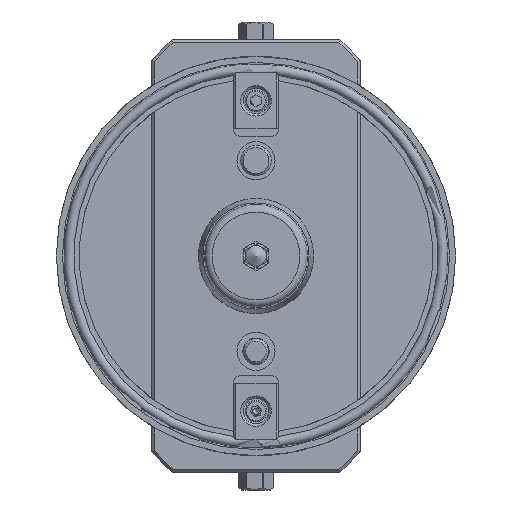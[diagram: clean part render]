
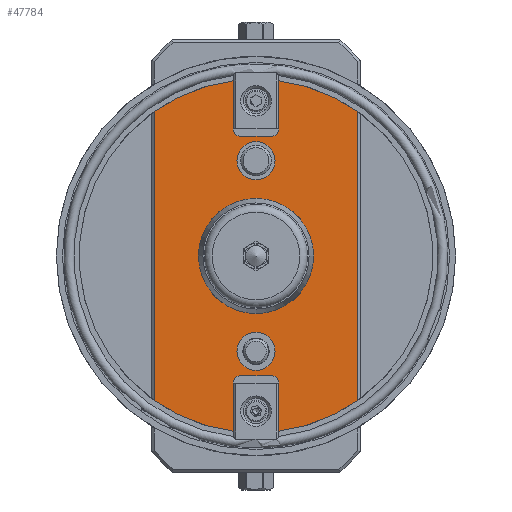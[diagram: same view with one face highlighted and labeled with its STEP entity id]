
A CAD part, front view. The second image highlights one B-rep face of the part: STEP entity #47784.
In plain terms, the highlighted planar face has unit normal (0, -1, 0).
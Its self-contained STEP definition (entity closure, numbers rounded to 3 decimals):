
#1275=FACE_BOUND('',#15976,.T.);
#1276=FACE_BOUND('',#15977,.T.);
#1277=FACE_BOUND('',#15978,.T.);
#2228=PLANE('',#50901);
#2993=LINE('',#63945,#7383);
#3002=LINE('',#63977,#7392);
#3045=LINE('',#64169,#7435);
#3054=LINE('',#64201,#7444);
#5484=LINE('',#75942,#9874);
#5545=LINE('',#76089,#9935);
#5553=LINE('',#76149,#9943);
#5566=LINE('',#76187,#9956);
#7383=VECTOR('',#52848,10.);
#7392=VECTOR('',#52863,10.);
#7435=VECTOR('',#52986,10.);
#7444=VECTOR('',#53001,10.);
#9874=VECTOR('',#58149,10.);
#9935=VECTOR('',#58308,10.);
#9943=VECTOR('',#58350,10.);
#9956=VECTOR('',#58397,10.);
#13279=FACE_OUTER_BOUND('',#15975,.T.);
#15975=EDGE_LOOP('',(#38014,#38015,#38016,#38017,#38018,#38019,#38020,#38021,
#38022,#38023,#38024,#38025,#38026,#38027,#38028,#38029));
#15976=EDGE_LOOP('',(#38030,#38031,#38032,#38033,#38034));
#15977=EDGE_LOOP('',(#38035));
#15978=EDGE_LOOP('',(#38036));
#18337=CIRCLE('',#49430,69.5);
#18339=CIRCLE('',#49434,69.5);
#18572=CIRCLE('',#49907,69.5);
#18573=CIRCLE('',#49910,69.5);
#18758=CIRCLE('',#50871,3.);
#18759=CIRCLE('',#50874,3.);
#18764=CIRCLE('',#50885,3.);
#18765=CIRCLE('',#50888,3.);
#18769=CIRCLE('',#50898,2.567);
#18771=CIRCLE('',#50902,21.642);
#18772=CIRCLE('',#50903,21.642);
#18773=CIRCLE('',#50904,21.642);
#18774=CIRCLE('',#50905,2.567);
#18775=CIRCLE('',#50906,7.5);
#18776=CIRCLE('',#50907,7.5);
#19428=VERTEX_POINT('',#63941);
#19430=VERTEX_POINT('',#63944);
#19438=VERTEX_POINT('',#63975);
#19439=VERTEX_POINT('',#63976);
#19466=VERTEX_POINT('',#64101);
#19471=VERTEX_POINT('',#64111);
#19472=VERTEX_POINT('',#64113);
#19482=VERTEX_POINT('',#64168);
#19490=VERTEX_POINT('',#64199);
#19491=VERTEX_POINT('',#64200);
#19898=VERTEX_POINT('',#66293);
#19901=VERTEX_POINT('',#66300);
#22031=VERTEX_POINT('',#76144);
#22032=VERTEX_POINT('',#76148);
#22039=VERTEX_POINT('',#76176);
#22040=VERTEX_POINT('',#76183);
#22042=VERTEX_POINT('',#76198);
#22044=VERTEX_POINT('',#76202);
#22046=VERTEX_POINT('',#76210);
#22047=VERTEX_POINT('',#76212);
#22048=VERTEX_POINT('',#76214);
#22049=VERTEX_POINT('',#76217);
#22050=VERTEX_POINT('',#76219);
#23924=EDGE_CURVE('',#19430,#19428,#2993,.T.);
#23934=EDGE_CURVE('',#19438,#19439,#3002,.T.);
#23982=EDGE_CURVE('',#19466,#19438,#18337,.T.);
#23988=EDGE_CURVE('',#19472,#19471,#18339,.T.);
#24004=EDGE_CURVE('',#19482,#19472,#3045,.T.);
#24014=EDGE_CURVE('',#19490,#19491,#3054,.T.);
#24628=EDGE_CURVE('',#19898,#19490,#18572,.T.);
#24633=EDGE_CURVE('',#19428,#19901,#18573,.T.);
#27630=EDGE_CURVE('',#19466,#19471,#5484,.T.);
#27707=EDGE_CURVE('',#19898,#19901,#5545,.T.);
#27725=EDGE_CURVE('',#19491,#22031,#18758,.T.);
#27727=EDGE_CURVE('',#22031,#22032,#5553,.T.);
#27729=EDGE_CURVE('',#22032,#19482,#18759,.T.);
#27741=EDGE_CURVE('',#22039,#19430,#18764,.T.);
#27745=EDGE_CURVE('',#19439,#22040,#18765,.T.);
#27747=EDGE_CURVE('',#22040,#22039,#5566,.T.);
#27755=EDGE_CURVE('',#22044,#22042,#18769,.T.);
#27758=EDGE_CURVE('',#22042,#22046,#18771,.T.);
#27759=EDGE_CURVE('',#22047,#22044,#18772,.T.);
#27760=EDGE_CURVE('',#22048,#22047,#18773,.T.);
#27761=EDGE_CURVE('',#22046,#22048,#18774,.T.);
#27762=EDGE_CURVE('',#22049,#22049,#18775,.T.);
#27763=EDGE_CURVE('',#22050,#22050,#18776,.T.);
#38014=ORIENTED_EDGE('',*,*,#23924,.T.);
#38015=ORIENTED_EDGE('',*,*,#24633,.T.);
#38016=ORIENTED_EDGE('',*,*,#27707,.F.);
#38017=ORIENTED_EDGE('',*,*,#24628,.T.);
#38018=ORIENTED_EDGE('',*,*,#24014,.T.);
#38019=ORIENTED_EDGE('',*,*,#27725,.T.);
#38020=ORIENTED_EDGE('',*,*,#27727,.T.);
#38021=ORIENTED_EDGE('',*,*,#27729,.T.);
#38022=ORIENTED_EDGE('',*,*,#24004,.T.);
#38023=ORIENTED_EDGE('',*,*,#23988,.T.);
#38024=ORIENTED_EDGE('',*,*,#27630,.F.);
#38025=ORIENTED_EDGE('',*,*,#23982,.T.);
#38026=ORIENTED_EDGE('',*,*,#23934,.T.);
#38027=ORIENTED_EDGE('',*,*,#27745,.T.);
#38028=ORIENTED_EDGE('',*,*,#27747,.T.);
#38029=ORIENTED_EDGE('',*,*,#27741,.T.);
#38030=ORIENTED_EDGE('',*,*,#27758,.F.);
#38031=ORIENTED_EDGE('',*,*,#27755,.F.);
#38032=ORIENTED_EDGE('',*,*,#27759,.F.);
#38033=ORIENTED_EDGE('',*,*,#27760,.F.);
#38034=ORIENTED_EDGE('',*,*,#27761,.F.);
#38035=ORIENTED_EDGE('',*,*,#27762,.T.);
#38036=ORIENTED_EDGE('',*,*,#27763,.T.);
#47784=ADVANCED_FACE('',(#13279,#1275,#1276,#1277),#2228,.T.);
#49430=AXIS2_PLACEMENT_3D('',#64102,#52946,#52947);
#49434=AXIS2_PLACEMENT_3D('',#64114,#52956,#52957);
#49907=AXIS2_PLACEMENT_3D('',#66294,#54154,#54155);
#49910=AXIS2_PLACEMENT_3D('',#66302,#54162,#54163);
#50871=AXIS2_PLACEMENT_3D('',#76145,#58345,#58346);
#50874=AXIS2_PLACEMENT_3D('',#76152,#58354,#58355);
#50885=AXIS2_PLACEMENT_3D('',#76177,#58383,#58384);
#50888=AXIS2_PLACEMENT_3D('',#76184,#58392,#58393);
#50898=AXIS2_PLACEMENT_3D('',#76204,#58418,#58419);
#50901=AXIS2_PLACEMENT_3D('',#76209,#58425,#58426);
#50902=AXIS2_PLACEMENT_3D('',#76211,#58427,#58428);
#50903=AXIS2_PLACEMENT_3D('',#76213,#58429,#58430);
#50904=AXIS2_PLACEMENT_3D('',#76215,#58431,#58432);
#50905=AXIS2_PLACEMENT_3D('',#76216,#58433,#58434);
#50906=AXIS2_PLACEMENT_3D('',#76218,#58435,#58436);
#50907=AXIS2_PLACEMENT_3D('',#76220,#58437,#58438);
#52848=DIRECTION('',(0.,0.,-1.));
#52863=DIRECTION('',(0.,0.,1.));
#52946=DIRECTION('center_axis',(0.,-1.,0.));
#52947=DIRECTION('ref_axis',(0.904,0.,0.428));
#52956=DIRECTION('center_axis',(0.,-1.,0.));
#52957=DIRECTION('ref_axis',(-0.904,0.,-0.428));
#52986=DIRECTION('',(0.,0.,1.));
#53001=DIRECTION('',(0.,0.,-1.));
#54154=DIRECTION('center_axis',(0.,-1.,0.));
#54155=DIRECTION('ref_axis',(-0.904,0.,-0.428));
#54162=DIRECTION('center_axis',(0.,-1.,0.));
#54163=DIRECTION('ref_axis',(0.904,0.,0.428));
#58149=DIRECTION('',(0.,0.,1.));
#58308=DIRECTION('',(0.,0.,-1.));
#58345=DIRECTION('center_axis',(0.,1.,0.));
#58346=DIRECTION('ref_axis',(0.,0.,
-1.));
#58350=DIRECTION('',(-1.,0.,0.));
#58354=DIRECTION('center_axis',(0.,1.,0.));
#58355=DIRECTION('ref_axis',(-1.,0.,0.));
#58383=DIRECTION('center_axis',(0.,1.,0.));
#58384=DIRECTION('ref_axis',(1.,0.,0.));
#58392=DIRECTION('center_axis',(0.,1.,0.));
#58393=DIRECTION('ref_axis',(0.,0.,
1.));
#58397=DIRECTION('',(1.,0.,0.));
#58418=DIRECTION('center_axis',(0.,-1.,0.));
#58419=DIRECTION('ref_axis',(1.,0.,0.));
#58425=DIRECTION('center_axis',(0.,-1.,0.));
#58426=DIRECTION('ref_axis',(1.,0.,0.));
#58427=DIRECTION('center_axis',(0.,-1.,0.));
#58428=DIRECTION('ref_axis',(0.,0.,1.));
#58429=DIRECTION('center_axis',(0.,-1.,0.));
#58430=DIRECTION('ref_axis',(0.,0.,1.));
#58431=DIRECTION('center_axis',(0.,-1.,0.));
#58432=DIRECTION('ref_axis',(0.,0.,1.));
#58433=DIRECTION('center_axis',(0.,-1.,0.));
#58434=DIRECTION('ref_axis',(1.,0.,0.));
#58435=DIRECTION('center_axis',(0.,1.,0.));
#58436=DIRECTION('ref_axis',(1.,0.,0.));
#58437=DIRECTION('center_axis',(0.,1.,0.));
#58438=DIRECTION('ref_axis',(1.,0.,0.));
#63941=CARTESIAN_POINT('',(9.,0.,-68.915));
#63944=CARTESIAN_POINT('',(9.,0.,-50.));
#63945=CARTESIAN_POINT('',(9.,0.,-25.));
#63975=CARTESIAN_POINT('',(-9.,0.,-68.915));
#63976=CARTESIAN_POINT('',(-9.,0.,-50.));
#63977=CARTESIAN_POINT('',(-9.,0.,-36.));
#64101=CARTESIAN_POINT('',(-40.,0.,-56.835));
#64102=CARTESIAN_POINT('Origin',(0.,0.,
0.));
#64111=CARTESIAN_POINT('',(-40.,0.,56.835));
#64113=CARTESIAN_POINT('',(-9.,0.,68.915));
#64114=CARTESIAN_POINT('Origin',(0.,0.,
0.));
#64168=CARTESIAN_POINT('',(-9.,0.,50.));
#64169=CARTESIAN_POINT('',(-9.,0.,25.));
#64199=CARTESIAN_POINT('',(9.,0.,68.915));
#64200=CARTESIAN_POINT('',(9.,0.,50.));
#64201=CARTESIAN_POINT('',(9.,0.,36.));
#66293=CARTESIAN_POINT('',(40.,0.,56.835));
#66294=CARTESIAN_POINT('Origin',(0.,0.,
0.));
#66300=CARTESIAN_POINT('',(40.,0.,-56.835));
#66302=CARTESIAN_POINT('Origin',(0.,0.,
0.));
#75942=CARTESIAN_POINT('',(-40.,0.,0.));
#76089=CARTESIAN_POINT('',(40.,0.,0.));
#76144=CARTESIAN_POINT('',(6.,0.,47.));
#76145=CARTESIAN_POINT('Origin',(6.,0.,
50.));
#76148=CARTESIAN_POINT('',(-6.,0.,47.));
#76149=CARTESIAN_POINT('',(-17.5,0.,47.));
#76152=CARTESIAN_POINT('Origin',(-6.,0.,
50.));
#76176=CARTESIAN_POINT('',(6.,0.,-47.));
#76177=CARTESIAN_POINT('Origin',(6.,0.,
-50.));
#76183=CARTESIAN_POINT('',(-6.,0.,-47.));
#76184=CARTESIAN_POINT('Origin',(-6.,0.,
-50.));
#76187=CARTESIAN_POINT('',(-23.5,0.,-47.));
#76198=CARTESIAN_POINT('',(14.417,0.,16.14));
#76202=CARTESIAN_POINT('',(15.03,0.,15.572));
#76204=CARTESIAN_POINT('Origin',(13.,0.,14.));
#76209=CARTESIAN_POINT('Origin',(-41.,0.,0.));
#76210=CARTESIAN_POINT('',(-14.417,0.,16.14));
#76211=CARTESIAN_POINT('Origin',(0.,0.,
0.));
#76212=CARTESIAN_POINT('',(0.,0.,-21.642));
#76213=CARTESIAN_POINT('Origin',(0.,0.,
0.));
#76214=CARTESIAN_POINT('',(-15.03,0.,15.572));
#76215=CARTESIAN_POINT('Origin',(0.,0.,
0.));
#76216=CARTESIAN_POINT('Origin',(-13.,0.,14.));
#76217=CARTESIAN_POINT('',(-7.5,0.,37.5));
#76218=CARTESIAN_POINT('Origin',(0.,0.,
37.5));
#76219=CARTESIAN_POINT('',(-7.5,0.,-37.5));
#76220=CARTESIAN_POINT('Origin',(0.,0.,
-37.5));
